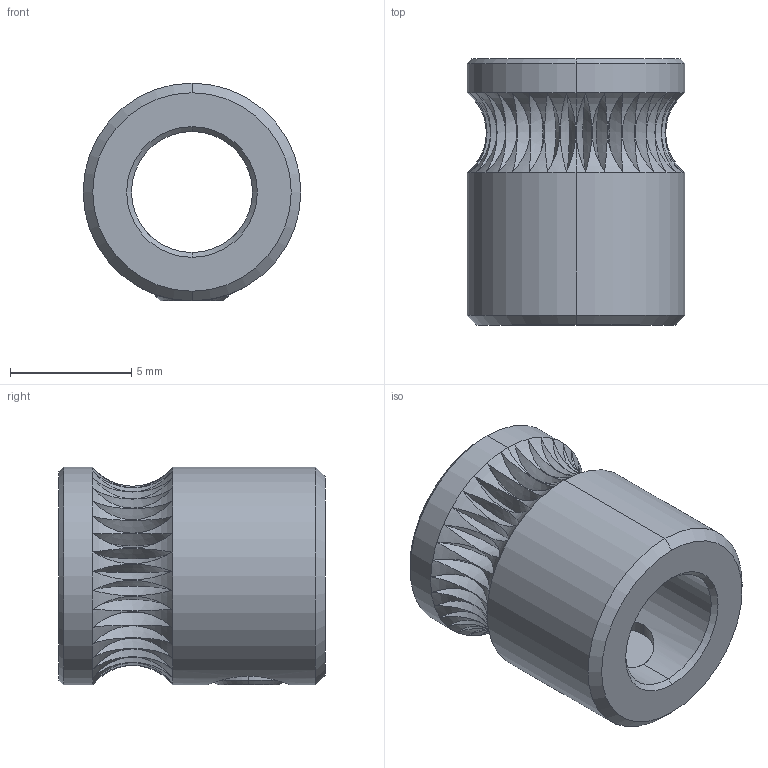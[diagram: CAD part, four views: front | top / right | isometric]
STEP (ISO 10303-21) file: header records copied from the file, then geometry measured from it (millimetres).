
FILE_DESCRIPTION (( 'STEP AP203' ), '1' );
FILE_NAME ('MK8.STEP', '2016-12-22T23:54:07', ( 'Admin' ), ( '' ), 'SwSTEP 2.0', 'SolidWorks 2013', '' );
FILE_SCHEMA (( 'CONFIG_CONTROL_DESIGN' ));
Length unit declared in the file: millimetre
Products named in the file (1): MK8
Bounding box: 9 x 11 x 9 mm (x, y, z)
Volume: 416.2 mm3; surface area: 670.3 mm2
Topology: 2 solids, 2 shells, 107 faces, 294 edges, 190 vertices
Faces by surface type: cone 80, plane 11, cylinder 10, torus 4, bspline 2
Entity records: 6019 total; most frequent: CARTESIAN_POINT 3435, ORIENTED_EDGE 588, DIRECTION 454, EDGE_CURVE 294, AXIS2_PLACEMENT_3D 207, VERTEX_POINT 190, B_SPLINE_CURVE_WITH_KNOTS 153, EDGE_LOOP 110
